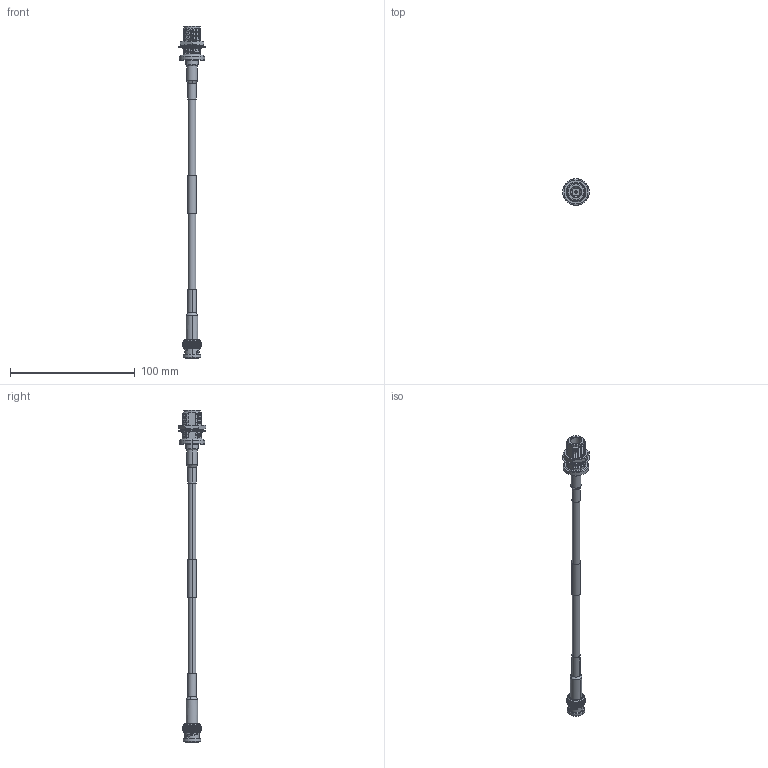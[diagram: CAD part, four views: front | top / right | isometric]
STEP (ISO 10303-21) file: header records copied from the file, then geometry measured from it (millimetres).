
FILE_DESCRIPTION (( 'STEP AP214' ), '1' );
FILE_NAME ('LCCA30285.step', '2020-03-19T19:15:19', ( '' ), ( '' ), 'SwSTEP 2.0', 'SolidWorks 2018', '' );
FILE_SCHEMA (( 'AUTOMOTIVE_DESIGN' ));
Length unit declared in the file: inch
Products named in the file (5): Label^LCCA30285; Copy of Coax Cable^LCCA30285_LMR-240; Copy (2) of TC-240-BM-X^LCCA30285_Heat Shrink; Copy of TC-240-NF-BH-X^LCCA30285_Heat Shrink; LCCA30285
Assembly tree (4 placements, depth 2):
  LCCA30285
    Copy of Coax Cable^LCCA30285_LMR-240
    Label^LCCA30285
    Copy of TC-240-NF-BH-X^LCCA30285_Heat Shrink
    Copy (2) of TC-240-BM-X^LCCA30285_Heat Shrink
Bounding box: 21.59 x 22 x 266.2 mm (x, y, z)
Volume: 15789.4 mm3; surface area: 11878.2 mm2
Topology: 8 solids, 8 shells, 791 faces, 2022 edges, 1260 vertices
Faces by surface type: plane 217, cylinder 206, bspline 183, cone 181, torus 4
Entity records: 105647 total; most frequent: CARTESIAN_POINT 88263, ORIENTED_EDGE 4044, DIRECTION 2877, EDGE_CURVE 2022, VERTEX_POINT 1260, AXIS2_PLACEMENT_3D 1167, EDGE_LOOP 816, FACE_OUTER_BOUND 791
